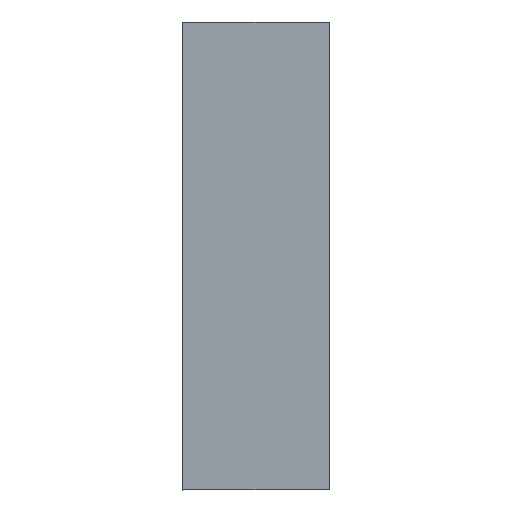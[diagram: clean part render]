
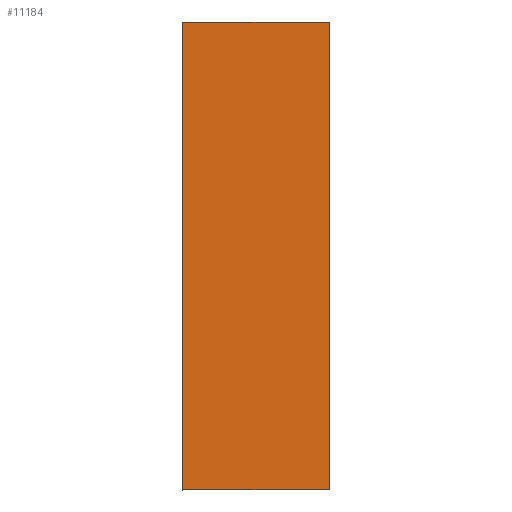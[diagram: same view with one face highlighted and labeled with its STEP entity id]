
A CAD part, top view. The second image highlights one B-rep face of the part: STEP entity #11184.
In plain terms, the highlighted planar face has unit normal (0, 0, 1).
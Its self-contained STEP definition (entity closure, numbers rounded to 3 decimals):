
#169=DIRECTION('',(1.,0.,0.));
#170=VECTOR('',#169,572.229);
#171=CARTESIAN_POINT('',(-286.115,-909.115,0.));
#172=LINE('',#171,#170);
#176=DIRECTION('',(0.,-1.,0.));
#177=VECTOR('',#176,1818.229);
#178=CARTESIAN_POINT('',(-286.115,909.115,0.));
#179=LINE('',#178,#177);
#183=DIRECTION('',(-1.,0.,0.));
#184=VECTOR('',#183,572.229);
#185=CARTESIAN_POINT('',(286.115,909.115,0.));
#186=LINE('',#185,#184);
#190=DIRECTION('',(0.,1.,0.));
#191=VECTOR('',#190,1818.229);
#192=CARTESIAN_POINT('',(286.115,-909.115,0.));
#193=LINE('',#192,#191);
#312=CARTESIAN_POINT('',(-286.115,-909.115,0.));
#440=CARTESIAN_POINT('',(286.115,-909.115,0.));
#568=CARTESIAN_POINT('',(286.115,909.115,0.));
#636=CARTESIAN_POINT('',(-286.115,909.115,0.));
#10422=VERTEX_POINT('',#636);
#10425=VERTEX_POINT('',#568);
#10428=VERTEX_POINT('',#440);
#10431=VERTEX_POINT('',#312);
#11169=CARTESIAN_POINT('',(0.,0.,0.));
#11170=DIRECTION('',(0.,0.,1.));
#11171=DIRECTION('',(1.,0.,0.));
#11172=AXIS2_PLACEMENT_3D('',#11169,#11170,#11171);
#11173=PLANE('',#11172);
#11175=ORIENTED_EDGE('',*,*,#11174,.F.);
#11177=ORIENTED_EDGE('',*,*,#11176,.F.);
#11179=ORIENTED_EDGE('',*,*,#11178,.F.);
#11181=ORIENTED_EDGE('',*,*,#11180,.F.);
#11182=EDGE_LOOP('',(#11175,#11177,#11179,#11181));
#11183=FACE_OUTER_BOUND('',#11182,.F.);
#11174=EDGE_CURVE('',#10431,#10428,#172,.T.);
#11176=EDGE_CURVE('',#10422,#10431,#179,.T.);
#11178=EDGE_CURVE('',#10425,#10422,#186,.T.);
#11180=EDGE_CURVE('',#10428,#10425,#193,.T.);
#11184=ADVANCED_FACE('',(#11183),#11173,.T.);
